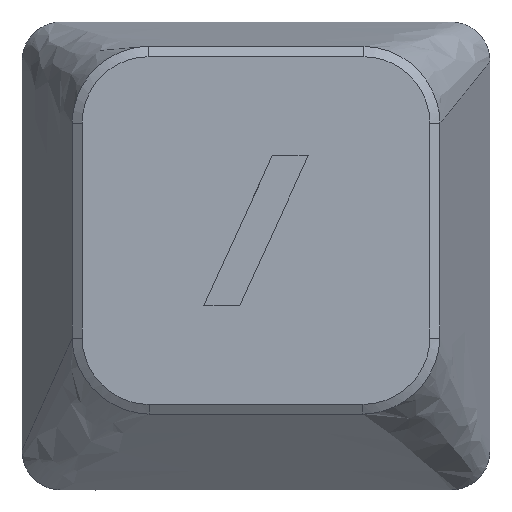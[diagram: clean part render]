
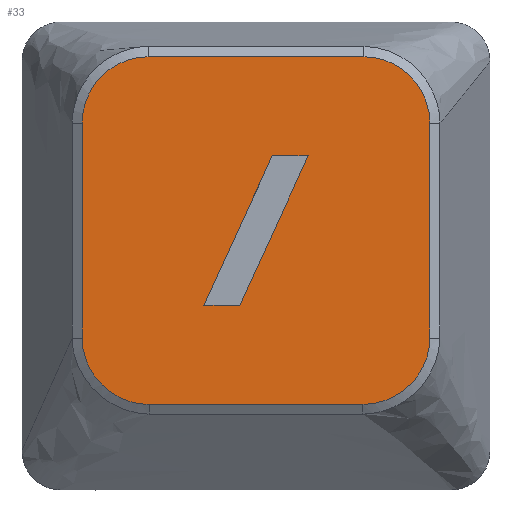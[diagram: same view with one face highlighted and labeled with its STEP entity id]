
A CAD part, top view. The second image highlights one B-rep face of the part: STEP entity #33.
In plain terms, the highlighted planar face has unit normal (0, 0, 1).
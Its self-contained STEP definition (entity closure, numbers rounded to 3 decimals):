
#26=FACE_BOUND('',#154,.T.);
#33=ADVANCED_FACE('',(#92,#26),#927,.T.);
#92=FACE_OUTER_BOUND('',#153,.T.);
#153=EDGE_LOOP('',(#245,#246,#247,#248,#249,#250,#251,#252));
#154=EDGE_LOOP('',(#253,#254,#255,#256));
#245=ORIENTED_EDGE('',*,*,#519,.T.);
#246=ORIENTED_EDGE('',*,*,#539,.T.);
#247=ORIENTED_EDGE('',*,*,#537,.T.);
#248=ORIENTED_EDGE('',*,*,#535,.T.);
#249=ORIENTED_EDGE('',*,*,#533,.T.);
#250=ORIENTED_EDGE('',*,*,#516,.T.);
#251=ORIENTED_EDGE('',*,*,#530,.T.);
#252=ORIENTED_EDGE('',*,*,#528,.T.);
#253=ORIENTED_EDGE('',*,*,#614,.F.);
#254=ORIENTED_EDGE('',*,*,#613,.F.);
#255=ORIENTED_EDGE('',*,*,#615,.F.);
#256=ORIENTED_EDGE('',*,*,#612,.F.);
#516=EDGE_CURVE('',#814,#813,#690,.T.);
#519=EDGE_CURVE('',#804,#818,#693,.T.);
#528=EDGE_CURVE('',#812,#804,#702,.T.);
#530=EDGE_CURVE('',#813,#812,#704,.T.);
#533=EDGE_CURVE('',#815,#814,#707,.T.);
#535=EDGE_CURVE('',#816,#815,#709,.T.);
#537=EDGE_CURVE('',#817,#816,#711,.T.);
#539=EDGE_CURVE('',#818,#817,#713,.T.);
#612=EDGE_CURVE('',#860,#861,#772,.T.);
#613=EDGE_CURVE('',#862,#863,#773,.T.);
#614=EDGE_CURVE('',#863,#860,#774,.T.);
#615=EDGE_CURVE('',#861,#862,#775,.T.);
#690=B_SPLINE_CURVE_WITH_KNOTS('',3,(#1424,#1425,#1426,#1427),
 .UNSPECIFIED.,.F.,.F.,(4,4),(-20.393,-12.086),
 .UNSPECIFIED.);
#693=B_SPLINE_CURVE_WITH_KNOTS('',3,(#1434,#1435,#1436,#1437,#1438),
 .UNSPECIFIED.,.F.,.F.,(4,1,4),(-48.917,-46.906,-44.896),
 .UNSPECIFIED.);
#702=B_SPLINE_CURVE_WITH_KNOTS('',3,(#1473,#1474,#1475,#1476),
 .UNSPECIFIED.,.F.,.F.,(4,4),(-8.095,0.17),
 .UNSPECIFIED.);
#704=B_SPLINE_CURVE_WITH_KNOTS('',3,(#1479,#1480,#1481,#1482,#1483),
 .UNSPECIFIED.,.F.,.F.,(4,1,4),(-12.086,-10.092,-8.095),
 .UNSPECIFIED.);
#707=B_SPLINE_CURVE_WITH_KNOTS('',3,(#1488,#1489,#1490,#1491,#1492),
 .UNSPECIFIED.,.F.,.F.,(4,1,4),(-24.384,-22.386,-20.393),
 .UNSPECIFIED.);
#709=B_SPLINE_CURVE_WITH_KNOTS('',3,(#1495,#1496,#1497,#1498),
 .UNSPECIFIED.,.F.,.F.,(4,4),(-32.649,-24.384),
 .UNSPECIFIED.);
#711=B_SPLINE_CURVE_WITH_KNOTS('',3,(#1501,#1502,#1503,#1504,#1505),
 .UNSPECIFIED.,.F.,.F.,(4,1,4),(-36.669,-34.66,-32.649),
 .UNSPECIFIED.);
#713=B_SPLINE_CURVE_WITH_KNOTS('',3,(#1508,#1509,#1510,#1511),
 .UNSPECIFIED.,.F.,.F.,(4,4),(-44.896,-36.669),
 .UNSPECIFIED.);
#772=B_SPLINE_CURVE_WITH_KNOTS('',1,(#1765,#1766),.UNSPECIFIED.,.F.,.F.,
(2,2),(-2.,-1.),.UNSPECIFIED.);
#773=B_SPLINE_CURVE_WITH_KNOTS('',1,(#1767,#1768),.UNSPECIFIED.,.F.,.F.,
(2,2),(-4.,-3.),.UNSPECIFIED.);
#774=B_SPLINE_CURVE_WITH_KNOTS('',1,(#1769,#1770),.UNSPECIFIED.,.F.,.F.,
(2,2),(0.,1.384),.UNSPECIFIED.);
#775=B_SPLINE_CURVE_WITH_KNOTS('',1,(#1771,#1772),.UNSPECIFIED.,.F.,.F.,
(2,2),(0.,1.384),.UNSPECIFIED.);
#804=VERTEX_POINT('',#1284);
#812=VERTEX_POINT('',#1292);
#813=VERTEX_POINT('',#1293);
#814=VERTEX_POINT('',#1294);
#815=VERTEX_POINT('',#1295);
#816=VERTEX_POINT('',#1296);
#817=VERTEX_POINT('',#1297);
#818=VERTEX_POINT('',#1298);
#860=VERTEX_POINT('',#1340);
#861=VERTEX_POINT('',#1341);
#862=VERTEX_POINT('',#1342);
#863=VERTEX_POINT('',#1343);
#927=PLANE('',#992);
#992=AXIS2_PLACEMENT_3D('',#1236,#1040,$);
#1040=DIRECTION('',(0.,0.,1.));
#1236=CARTESIAN_POINT('',(35.86,46.14,14.));
#1284=CARTESIAN_POINT('',(36.312,34.83,14.));
#1292=CARTESIAN_POINT('',(36.312,43.095,14.));
#1293=CARTESIAN_POINT('',(38.847,45.647,14.));
#1294=CARTESIAN_POINT('',(47.153,45.647,14.));
#1295=CARTESIAN_POINT('',(49.688,43.095,14.));
#1296=CARTESIAN_POINT('',(49.688,34.83,14.));
#1297=CARTESIAN_POINT('',(47.114,32.277,14.));
#1298=CARTESIAN_POINT('',(38.886,32.277,14.));
#1340=CARTESIAN_POINT('',(43.626,41.836,14.));
#1341=CARTESIAN_POINT('',(40.99,36.088,14.));
#1342=CARTESIAN_POINT('',(42.374,36.088,14.));
#1343=CARTESIAN_POINT('',(45.01,41.836,14.));
#1424=CARTESIAN_POINT('',(47.153,45.647,14.));
#1425=CARTESIAN_POINT('',(44.384,45.647,14.));
#1426=CARTESIAN_POINT('',(41.616,45.647,14.));
#1427=CARTESIAN_POINT('',(38.847,45.647,14.));
#1434=CARTESIAN_POINT('',(36.312,34.83,14.));
#1435=CARTESIAN_POINT('',(36.309,34.157,14.));
#1436=CARTESIAN_POINT('',(36.888,32.835,14.));
#1437=CARTESIAN_POINT('',(38.215,32.274,14.));
#1438=CARTESIAN_POINT('',(38.886,32.277,14.));
#1473=CARTESIAN_POINT('',(36.312,43.095,14.));
#1474=CARTESIAN_POINT('',(36.312,40.34,14.));
#1475=CARTESIAN_POINT('',(36.312,37.585,14.));
#1476=CARTESIAN_POINT('',(36.312,34.83,14.));
#1479=CARTESIAN_POINT('',(38.847,45.647,14.));
#1480=CARTESIAN_POINT('',(38.18,45.651,14.));
#1481=CARTESIAN_POINT('',(36.864,45.082,14.));
#1482=CARTESIAN_POINT('',(36.309,43.762,14.));
#1483=CARTESIAN_POINT('',(36.312,43.095,14.));
#1488=CARTESIAN_POINT('',(49.688,43.095,14.));
#1489=CARTESIAN_POINT('',(49.691,43.762,14.));
#1490=CARTESIAN_POINT('',(49.136,45.082,14.));
#1491=CARTESIAN_POINT('',(47.82,45.651,14.));
#1492=CARTESIAN_POINT('',(47.153,45.647,14.));
#1495=CARTESIAN_POINT('',(49.688,34.83,14.));
#1496=CARTESIAN_POINT('',(49.688,37.585,14.));
#1497=CARTESIAN_POINT('',(49.688,40.34,14.));
#1498=CARTESIAN_POINT('',(49.688,43.095,14.));
#1501=CARTESIAN_POINT('',(47.114,32.277,14.));
#1502=CARTESIAN_POINT('',(47.785,32.274,14.));
#1503=CARTESIAN_POINT('',(49.112,32.835,14.));
#1504=CARTESIAN_POINT('',(49.691,34.157,14.));
#1505=CARTESIAN_POINT('',(49.688,34.83,14.));
#1508=CARTESIAN_POINT('',(38.886,32.277,14.));
#1509=CARTESIAN_POINT('',(41.629,32.277,14.));
#1510=CARTESIAN_POINT('',(44.371,32.277,14.));
#1511=CARTESIAN_POINT('',(47.114,32.277,14.));
#1765=CARTESIAN_POINT('',(43.626,41.836,14.));
#1766=CARTESIAN_POINT('',(40.99,36.088,14.));
#1767=CARTESIAN_POINT('',(42.374,36.088,14.));
#1768=CARTESIAN_POINT('',(45.01,41.836,14.));
#1769=CARTESIAN_POINT('',(45.01,41.836,14.));
#1770=CARTESIAN_POINT('',(43.626,41.836,14.));
#1771=CARTESIAN_POINT('',(40.99,36.088,14.));
#1772=CARTESIAN_POINT('',(42.374,36.088,14.));
